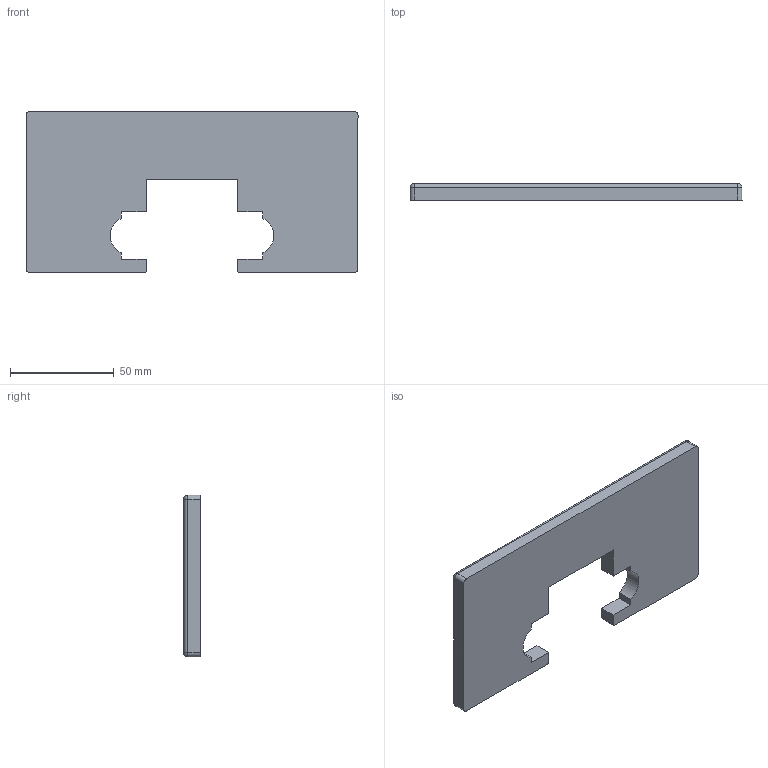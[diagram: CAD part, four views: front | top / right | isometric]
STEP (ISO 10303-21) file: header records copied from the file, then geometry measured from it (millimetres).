
FILE_DESCRIPTION((''),'2;1');
FILE_NAME('SL0162S.ipt.step','2007-09-10T15:13:19',(''),(''),'Autodesk Inventor 11','Autodesk Inventor 11','');
FILE_SCHEMA(('AUTOMOTIVE_DESIGN { 1 0 10303 214 1 1 1 1 }'));
Length unit declared in the file: millimetre
Products named in the file (1): SL0162S
Bounding box: 160 x 8 x 78 mm (x, y, z)
Volume: 77664.8 mm3; surface area: 24714.5 mm2
Topology: 1 solids, 1 shells, 61 faces, 149 edges, 92 vertices
Faces by surface type: plane 38, cylinder 17, sphere 4, torus 2
Full cylindrical faces by diameter (mm): 14 x2, 15 x2
Entity records: 1754 total; most frequent: CARTESIAN_POINT 317, DIRECTION 295, ORIENTED_EDGE 278, EDGE_CURVE 139, VECTOR 103, LINE 103, AXIS2_PLACEMENT_3D 96, VERTEX_POINT 92
